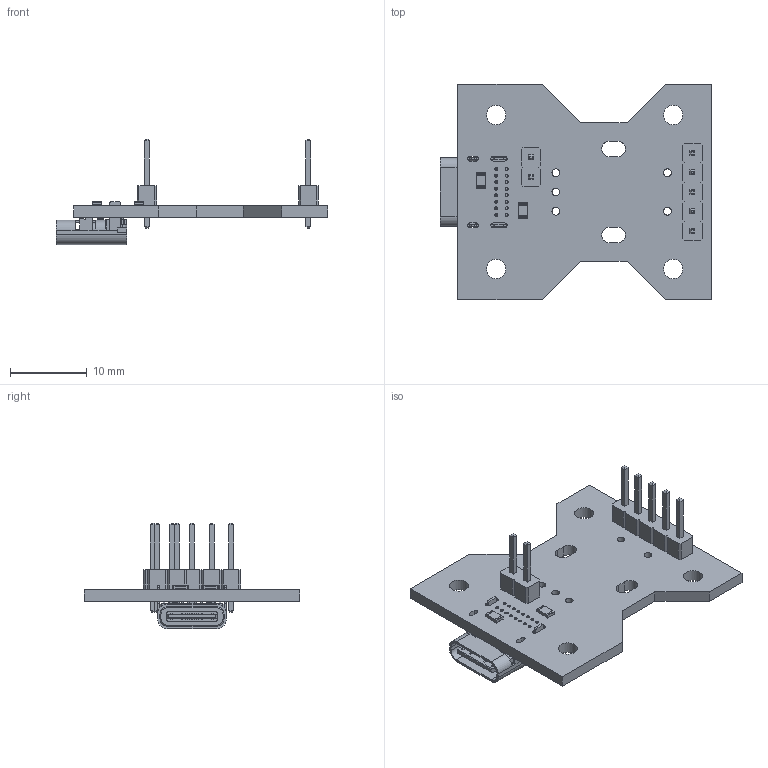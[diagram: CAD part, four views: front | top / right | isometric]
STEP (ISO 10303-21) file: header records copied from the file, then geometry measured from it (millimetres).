
FILE_DESCRIPTION(('KiCad electronic assembly'),'2;1');
FILE_NAME('uclock_pwr_rcode.step','2025-09-27T21:39:18',('Pcbnew'),( 'Kicad'),'Open CASCADE STEP processor 7.6','KiCad to STEP converter' ,'Unknown');
FILE_SCHEMA(('AUTOMOTIVE_DESIGN { 1 0 10303 214 1 1 1 1 }'));
Length unit declared in the file: millimetre
Products named in the file (6): uclock_pwr_rcode 1; R_0805_2012Metric; PinHeader_1x05_P2.54mm_Vertical; PinHeader_1x02_P2.54mm_Vertical; USB_C_Receptacle_GCT_USB4085; uclock_pwr_rcode_PCB
Assembly tree (6 placements, depth 2):
  uclock_pwr_rcode 1
    R_0805_2012Metric  x2
    PinHeader_1x05_P2.54mm_Vertical
    PinHeader_1x02_P2.54mm_Vertical
    USB_C_Receptacle_GCT_USB4085
    uclock_pwr_rcode_PCB
Bounding box: 35.26 x 28 x 13.67 mm (x, y, z)
Volume: 1469.3 mm3; surface area: 2927.3 mm2
Topology: 39 solids, 39 shells, 813 faces, 2001 edges, 1280 vertices
Faces by surface type: plane 697, cylinder 108, torus 4, cone 4
Full cylindrical faces by diameter (mm): 0.4 x16, 0.7 x2, 1 x12, 2.5 x4
Entity records: 22906 total; most frequent: CARTESIAN_POINT 3963, ORIENTED_EDGE 3866, DIRECTION 3737, EDGE_CURVE 1933, LINE 1717, VECTOR 1717, VERTEX_POINT 1236, AXIS2_PLACEMENT_3D 1010
